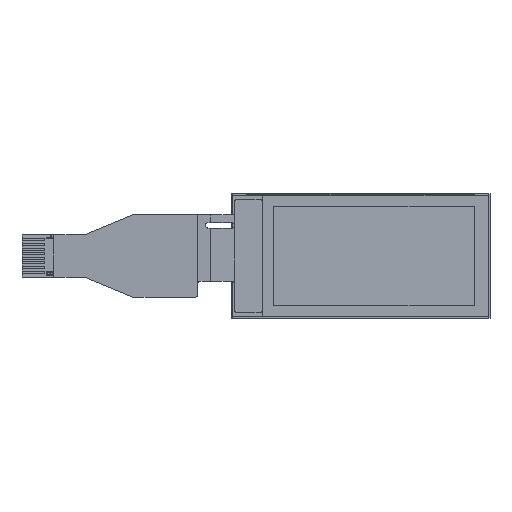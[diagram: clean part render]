
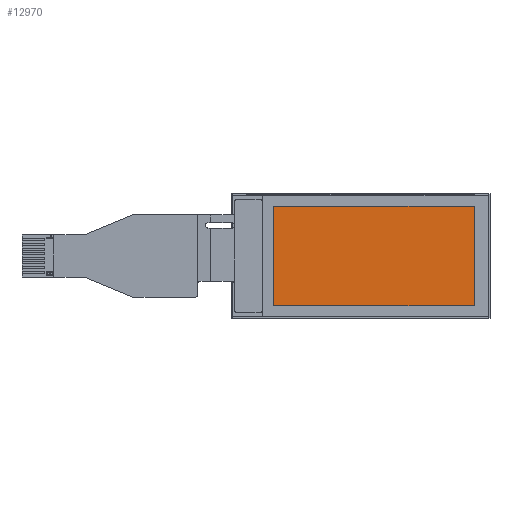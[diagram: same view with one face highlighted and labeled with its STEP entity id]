
A CAD part, top view. The second image highlights one B-rep face of the part: STEP entity #12970.
In plain terms, the highlighted planar face has unit normal (0, 0, 1).
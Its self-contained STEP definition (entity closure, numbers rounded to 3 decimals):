
#2541=ORIENTED_EDGE('',*,*,#4444,.F.);
#2542=ORIENTED_EDGE('',*,*,#4450,.F.);
#2543=ORIENTED_EDGE('',*,*,#4448,.F.);
#2544=ORIENTED_EDGE('',*,*,#4446,.F.);
#4444=EDGE_CURVE('',#5508,#5509,#6273,.T.);
#4446=EDGE_CURVE('',#5509,#5510,#6275,.T.);
#4448=EDGE_CURVE('',#5510,#5511,#6277,.T.);
#4450=EDGE_CURVE('',#5511,#5508,#6279,.T.);
#5508=VERTEX_POINT('',#19752);
#5509=VERTEX_POINT('',#19754);
#5510=VERTEX_POINT('',#19758);
#5511=VERTEX_POINT('',#19762);
#6273=LINE('',#19753,#6950);
#6275=LINE('',#19757,#6952);
#6277=LINE('',#19761,#6954);
#6279=LINE('',#19765,#6956);
#6950=VECTOR('',#15227,1000.);
#6952=VECTOR('',#15231,1000.);
#6954=VECTOR('',#15235,1000.);
#6956=VECTOR('',#15239,1000.);
#7520=EDGE_LOOP('',(#2541,#2542,#2543,#2544));
#8150=FACE_BOUND('',#7520,.T.);
#8611=PLANE('',#13667);
#12970=ADVANCED_FACE('',(#8150),#8611,.F.);
#13667=AXIS2_PLACEMENT_3D('',#19766,#15240,#15241);
#15227=DIRECTION('',(0.,1.,0.));
#15231=DIRECTION('',(1.,0.,0.));
#15235=DIRECTION('',(0.,-1.,0.));
#15239=DIRECTION('',(-1.,0.,0.));
#15240=DIRECTION('',(0.,0.,-1.));
#15241=DIRECTION('',(-1.,0.,0.));
#19752=CARTESIAN_POINT('',(-9.417,-5.4,1.092));
#19753=CARTESIAN_POINT('',(-9.417,-5.4,1.092));
#19754=CARTESIAN_POINT('',(-9.417,5.4,1.092));
#19757=CARTESIAN_POINT('',(-9.417,5.4,1.092));
#19758=CARTESIAN_POINT('',(12.283,5.4,1.092));
#19761=CARTESIAN_POINT('',(12.283,5.4,1.092));
#19762=CARTESIAN_POINT('',(12.283,-5.4,1.092));
#19765=CARTESIAN_POINT('',(12.283,-5.4,1.092));
#19766=CARTESIAN_POINT('',(0.,0.,1.092));
